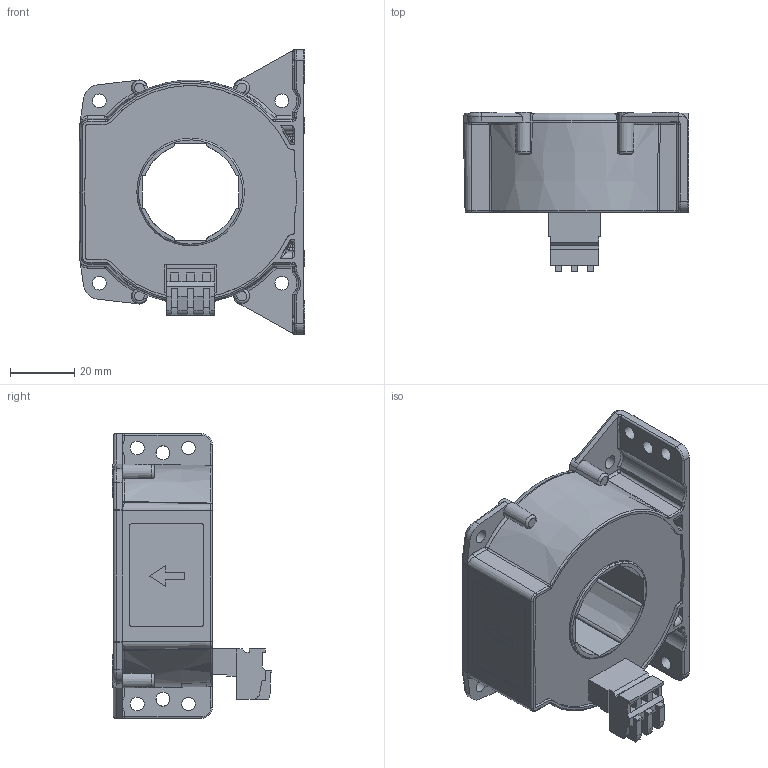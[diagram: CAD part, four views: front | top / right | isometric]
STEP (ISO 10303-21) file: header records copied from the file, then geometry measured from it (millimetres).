
FILE_DESCRIPTION(/* description */ (''),/* implementation_level */ '2;1');
FILE_NAME(/* name */ '100525111ugm000_a.stp',/* time_stamp */ '2013-01-14T11:52:53+01:00',/* author */ (''),/* organization */ (''),/* preprocessor_version */ 'ST-DEVELOPER v11',/* originating_system */ 'SIEMENS PLM Software NX 7.5',/* authorisation */ '');
FILE_SCHEMA (('AUTOMOTIVE_DESIGN { 1 0 10303 214 1 1 1 1 }'));
Length unit declared in the file: millimetre
Products named in the file (1): 100525111ugm000_a
Bounding box: 70.31 x 49.8 x 89 mm (x, y, z)
Volume: 106976.1 mm3; surface area: 25422.5 mm2
Topology: 1 solids, 2 shells, 763 faces, 2530 edges, 2330 vertices
Faces by surface type: plane 416, cylinder 149, extrusion 63, cone 49, bspline 42, torus 38, sphere 6
Full cylindrical faces by diameter (mm): 4.3 x4, 5 x4, 8 x4
Entity records: 32755 total; most frequent: CARTESIAN_POINT 9165, ORIENTED_EDGE 3890, DIRECTION 3723, EDGE_CURVE 1945, VECTOR 1581, LINE 1518, VERTEX_POINT 1275, AXIS2_PLACEMENT_3D 1071
